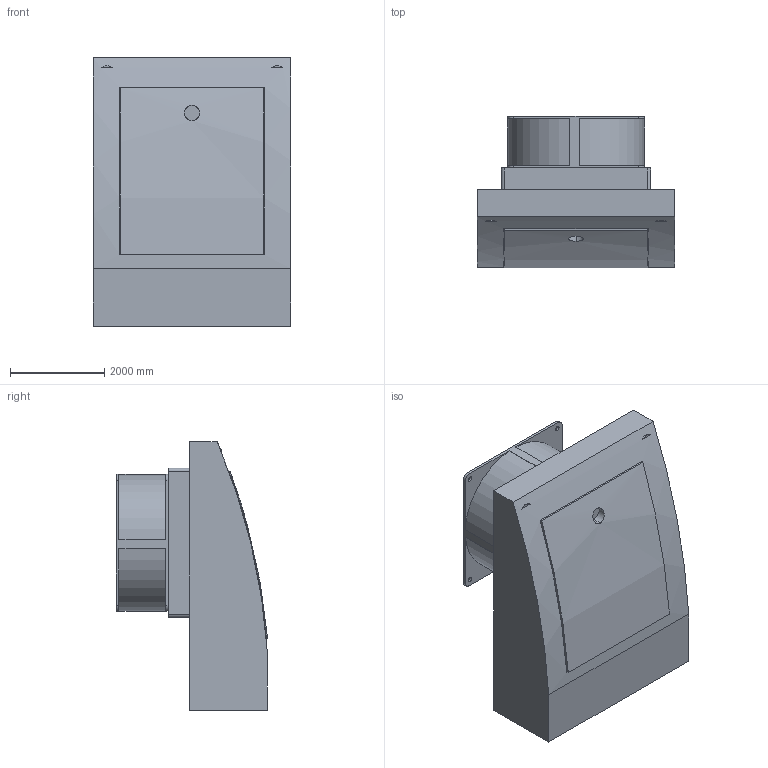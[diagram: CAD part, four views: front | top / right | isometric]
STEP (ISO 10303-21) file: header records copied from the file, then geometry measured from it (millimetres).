
FILE_DESCRIPTION(('starvars output'),'2;1');
FILE_NAME('cv20130717091842000009520.stp','09:18:43 2013/07/17',( 'Thomas Industrial Network Germany GmbH'),( 'Thomas Industrial Network Germany GmbH'),'unknown preprocess','ACIS' ,'unknown authorization');
FILE_SCHEMA(('AUTOMOTIVE_DESIGN_CC2 {UNKNOWN IMPLEMENTATION LEVEL}'));
Length unit declared in the file: millimetre
Products named in the file (1): PRODUCT_ID_16
Bounding box: 4191 x 3204.94 x 5689.6 mm (x, y, z)
Volume: 13170840718.3 mm3; surface area: 181984304.4 mm2
Topology: 1 solids, 3 shells, 892 faces, 2742 edges, 1824 vertices
Faces by surface type: plane 788, cylinder 104
Entity records: 28974 total; most frequent: ORIENTED_EDGE 5484, CARTESIAN_POINT 3476, EDGE_CURVE 2742, VERTEX_POINT 1824, DIRECTION 1811, EDGE_LOOP 1252, FACE_BOUND 1252, VECTOR 1189
